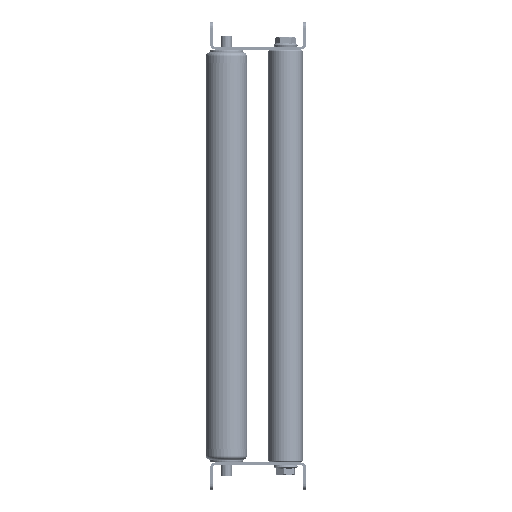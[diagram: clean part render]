
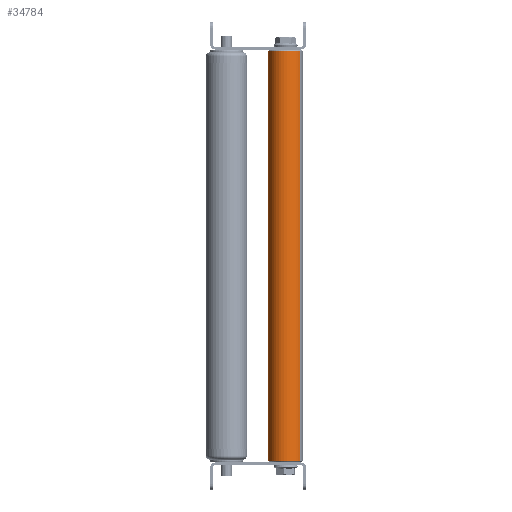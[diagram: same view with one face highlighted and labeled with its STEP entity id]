
A CAD part, left-side view. The second image highlights one B-rep face of the part: STEP entity #34784.
In plain terms, the highlighted cylindrical face has radius 12.5 mm (diameter 25 mm), a partial arc.
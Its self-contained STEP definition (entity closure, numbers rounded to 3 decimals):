
#261 = EDGE_CURVE ( 'NONE', #6327, #32436, #39191, .T. ) ;
#597 = EDGE_CURVE ( 'NONE', #30596, #32436, #16522, .T. ) ;
#4284 = DIRECTION ( 'NONE',  ( 1., 0., 0. ) ) ;
#6327 = VERTEX_POINT ( 'NONE', #32480 ) ;
#8791 = ORIENTED_EDGE ( 'NONE', *, *, #261, .F. ) ;
#10824 = CARTESIAN_POINT ( 'NONE',  ( 299., 0., 0. ) ) ;
#12505 = CARTESIAN_POINT ( 'NONE',  ( 299., 0., -12.5 ) ) ;
#13646 = AXIS2_PLACEMENT_3D ( 'NONE', #31413, #4284, #38257 ) ;
#14690 = DIRECTION ( 'NONE',  ( 0., 0., 1. ) ) ;
#15644 = DIRECTION ( 'NONE',  ( -1., 0., 0. ) ) ;
#16071 = VECTOR ( 'NONE', #34631, 1000. ) ;
#16522 = CIRCLE ( 'NONE', #13646, 12.5 ) ;
#20837 = CARTESIAN_POINT ( 'NONE',  ( 300., 0., -12.5 ) ) ;
#21050 = DIRECTION ( 'NONE',  ( -1., 0., 0. ) ) ;
#21233 = ORIENTED_EDGE ( 'NONE', *, *, #33626, .T. ) ;
#21768 = EDGE_CURVE ( 'NONE', #6327, #22914, #32614, .T. ) ;
#22914 = VERTEX_POINT ( 'NONE', #12505 ) ;
#24650 = CARTESIAN_POINT ( 'NONE',  ( 300., 0., 0. ) ) ;
#24869 = CYLINDRICAL_SURFACE ( 'NONE', #36324, 12.5 ) ;
#26373 = CARTESIAN_POINT ( 'NONE',  ( 1., 0., -12.5 ) ) ;
#27309 = VECTOR ( 'NONE', #15644, 1000. ) ;
#27553 = DIRECTION ( 'NONE',  ( 0., 0., -1. ) ) ;
#27584 = FACE_OUTER_BOUND ( 'NONE', #34795, .T. ) ;
#28260 = AXIS2_PLACEMENT_3D ( 'NONE', #10824, #30934, #27553 ) ;
#30596 = VERTEX_POINT ( 'NONE', #26373 ) ;
#30934 = DIRECTION ( 'NONE',  ( -1., 0., 0. ) ) ;
#31413 = CARTESIAN_POINT ( 'NONE',  ( 1., 0., 0. ) ) ;
#32436 = VERTEX_POINT ( 'NONE', #38333 ) ;
#32480 = CARTESIAN_POINT ( 'NONE',  ( 299., 0., 12.5 ) ) ;
#32614 = CIRCLE ( 'NONE', #28260, 12.5 ) ;
#33626 = EDGE_CURVE ( 'NONE', #22914, #30596, #38029, .T. ) ;
#34631 = DIRECTION ( 'NONE',  ( -1., 0., 0. ) ) ;
#34690 = ORIENTED_EDGE ( 'NONE', *, *, #597, .T. ) ;
#34784 = ADVANCED_FACE ( 'NONE', ( #27584 ), #24869, .T. ) ;
#34795 = EDGE_LOOP ( 'NONE', ( #44644, #21233, #34690, #8791 ) ) ;
#36324 = AXIS2_PLACEMENT_3D ( 'NONE', #24650, #21050, #14690 ) ;
#38029 = LINE ( 'NONE', #20837, #16071 ) ;
#38257 = DIRECTION ( 'NONE',  ( 0., 0., -1. ) ) ;
#38333 = CARTESIAN_POINT ( 'NONE',  ( 1., 0., 12.5 ) ) ;
#39191 = LINE ( 'NONE', #43278, #27309 ) ;
#43278 = CARTESIAN_POINT ( 'NONE',  ( 300., 0., 12.5 ) ) ;
#44644 = ORIENTED_EDGE ( 'NONE', *, *, #21768, .T. ) ;
